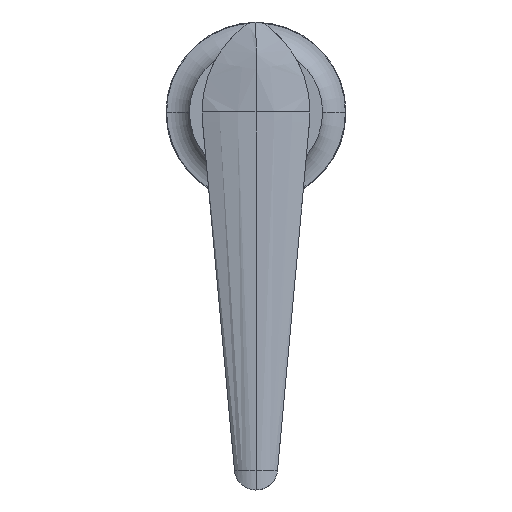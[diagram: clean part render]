
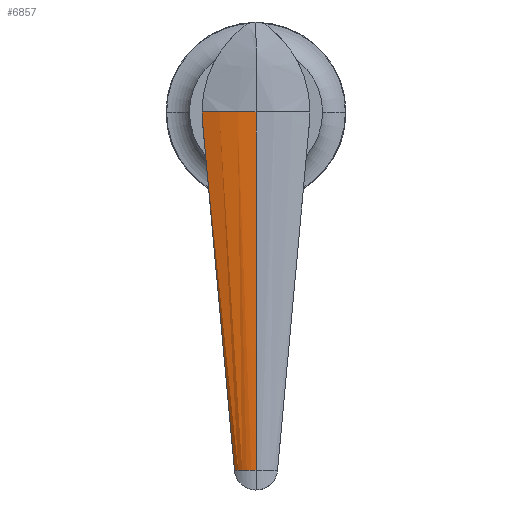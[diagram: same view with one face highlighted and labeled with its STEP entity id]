
A CAD part, top view. The second image highlights one B-rep face of the part: STEP entity #6857.
In plain terms, the highlighted free-form (B-spline) face has degree [3, 3] with [4, 6] control points.
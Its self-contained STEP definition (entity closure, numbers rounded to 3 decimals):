
#65 = CARTESIAN_POINT ( 'NONE',  ( -14.958, -1.831, -2.5 ) ) ;
#129 = ORIENTED_EDGE ( 'NONE', *, *, #4656, .T. ) ;
#182 = EDGE_CURVE ( 'NONE', #7742, #852, #1547, .T. ) ;
#240 = CARTESIAN_POINT ( 'NONE',  ( -5.104, 0., 0. ) ) ;
#252 = B_SPLINE_SURFACE_WITH_KNOTS ( 'NONE', 3, 3, ( 
 ( #1280, #446, #7805, #6980, #6127, #5273 ),
 ( #4431, #3599, #2752, #1915, #1081, #240 ),
 ( #7618, #6781, #5925, #5082, #4232, #3401 ),
 ( #2562, #1718, #881, #65, #7418, #6575 ) ),
 .UNSPECIFIED., .F., .F., .F.,
 ( 4, 4 ),
 ( 4, 2, 4 ),
 ( 0., 1. ),
 ( 0., 0.972, 1. ),
 .UNSPECIFIED. ) ;
#387 = LINE ( 'NONE', #7756, #2465 ) ;
#446 = CARTESIAN_POINT ( 'NONE',  ( 0., -67.281, 0. ) ) ;
#706 = CARTESIAN_POINT ( 'NONE',  ( 0., -99.549, -8.39 ) ) ;
#852 = VERTEX_POINT ( 'NONE', #1378 ) ;
#881 = CARTESIAN_POINT ( 'NONE',  ( -11.908, -35.014, -2.5 ) ) ;
#1081 = CARTESIAN_POINT ( 'NONE',  ( -5.105, -0.915, 0. ) ) ;
#1280 = CARTESIAN_POINT ( 'NONE',  ( 0., -99.549, 0. ) ) ;
#1378 = CARTESIAN_POINT ( 'NONE',  ( -15., 0., -2.5 ) ) ;
#1522 = ORIENTED_EDGE ( 'NONE', *, *, #2837, .F. ) ;
#1547 = CIRCLE ( 'NONE', #3201, 46.25 ) ;
#1718 = CARTESIAN_POINT ( 'NONE',  ( -8.941, -67.282, -2.5 ) ) ;
#1915 = CARTESIAN_POINT ( 'NONE',  ( -5.092, -1.831, 0. ) ) ;
#1970 = EDGE_CURVE ( 'NONE', #4106, #8071, #3087, .T. ) ;
#1991 = EDGE_CURVE ( 'NONE', #8071, #852, #6241, .T. ) ;
#2313 = CIRCLE ( 'NONE', #2413, 8.39 ) ;
#2413 = AXIS2_PLACEMENT_3D ( 'NONE', #706, #8066, #7217 ) ;
#2433 = EDGE_LOOP ( 'NONE', ( #1522, #129, #6508, #7587, #7933 ) ) ;
#2465 = VECTOR ( 'NONE', #6924, 1000. ) ;
#2468 = CARTESIAN_POINT ( 'NONE',  ( -5.975, -99.549, -2.5 ) ) ;
#2562 = CARTESIAN_POINT ( 'NONE',  ( -5.975, -99.549, -2.5 ) ) ;
#2752 = CARTESIAN_POINT ( 'NONE',  ( -4.126, -35.014, 0. ) ) ;
#2757 = CARTESIAN_POINT ( 'NONE',  ( 0., -99.549, 0. ) ) ;
#2822 = CARTESIAN_POINT ( 'NONE',  ( -14.874, -2.746, -2.5 ) ) ;
#2837 = EDGE_CURVE ( 'NONE', #6400, #4106, #2313, .T. ) ;
#3087 = B_SPLINE_CURVE_WITH_KNOTS ( 'NONE', 3,
 ( #6206, #5343, #4511, #3674 ),
 .UNSPECIFIED., .F., .F.,
 ( 4, 4 ),
 ( 0., 0.972 ),
 .UNSPECIFIED. ) ;
#3201 = AXIS2_PLACEMENT_3D ( 'NONE', #7229, #6402, #5554 ) ;
#3401 = CARTESIAN_POINT ( 'NONE',  ( -10.172, 0., -0.845 ) ) ;
#3599 = CARTESIAN_POINT ( 'NONE',  ( -3.186, -67.281, 0. ) ) ;
#3674 = CARTESIAN_POINT ( 'NONE',  ( -14.874, -2.746, -2.5 ) ) ;
#4106 = VERTEX_POINT ( 'NONE', #2468 ) ;
#4232 = CARTESIAN_POINT ( 'NONE',  ( -10.174, -0.915, -0.845 ) ) ;
#4431 = CARTESIAN_POINT ( 'NONE',  ( -2.246, -99.549, 0. ) ) ;
#4511 = CARTESIAN_POINT ( 'NONE',  ( -11.908, -35.014, -2.5 ) ) ;
#4656 = EDGE_CURVE ( 'NONE', #6400, #7742, #387, .T. ) ;
#4701 = CARTESIAN_POINT ( 'NONE',  ( -14.874, -2.746, -2.5 ) ) ;
#4807 = CARTESIAN_POINT ( 'NONE',  ( 0., 0., 0. ) ) ;
#5082 = CARTESIAN_POINT ( 'NONE',  ( -10.149, -1.831, -0.846 ) ) ;
#5155 = CARTESIAN_POINT ( 'NONE',  ( -15., 0., -2.5 ) ) ;
#5273 = CARTESIAN_POINT ( 'NONE',  ( 0., 0., 0. ) ) ;
#5343 = CARTESIAN_POINT ( 'NONE',  ( -8.941, -67.282, -2.5 ) ) ;
#5554 = DIRECTION ( 'NONE',  ( 0., 0., -1. ) ) ;
#5925 = CARTESIAN_POINT ( 'NONE',  ( -8.196, -35.014, -0.864 ) ) ;
#5996 = CARTESIAN_POINT ( 'NONE',  ( -15., -0.915, -2.5 ) ) ;
#6127 = CARTESIAN_POINT ( 'NONE',  ( 0., -0.915, 0. ) ) ;
#6206 = CARTESIAN_POINT ( 'NONE',  ( -5.975, -99.549, -2.5 ) ) ;
#6241 = B_SPLINE_CURVE_WITH_KNOTS ( 'NONE', 3,
 ( #2822, #6861, #5996, #5155 ),
 .UNSPECIFIED., .F., .F.,
 ( 4, 4 ),
 ( 0.972, 1. ),
 .UNSPECIFIED. ) ;
#6400 = VERTEX_POINT ( 'NONE', #2757 ) ;
#6402 = DIRECTION ( 'NONE',  ( 0., -1., 0. ) ) ;
#6508 = ORIENTED_EDGE ( 'NONE', *, *, #182, .T. ) ;
#6575 = CARTESIAN_POINT ( 'NONE',  ( -15., 0., -2.5 ) ) ;
#6781 = CARTESIAN_POINT ( 'NONE',  ( -6.297, -67.282, -0.882 ) ) ;
#6857 = ADVANCED_FACE ( 'NONE', ( #8107 ), #252, .F. ) ;
#6861 = CARTESIAN_POINT ( 'NONE',  ( -14.958, -1.831, -2.5 ) ) ;
#6924 = DIRECTION ( 'NONE',  ( 0., 1., 0. ) ) ;
#6980 = CARTESIAN_POINT ( 'NONE',  ( 0., -1.83, 0. ) ) ;
#7217 = DIRECTION ( 'NONE',  ( 0., 0., -1. ) ) ;
#7229 = CARTESIAN_POINT ( 'NONE',  ( 0., 0., -46.25 ) ) ;
#7418 = CARTESIAN_POINT ( 'NONE',  ( -15., -0.915, -2.5 ) ) ;
#7587 = ORIENTED_EDGE ( 'NONE', *, *, #1991, .F. ) ;
#7618 = CARTESIAN_POINT ( 'NONE',  ( -4.398, -99.549, -0.901 ) ) ;
#7742 = VERTEX_POINT ( 'NONE', #4807 ) ;
#7756 = CARTESIAN_POINT ( 'NONE',  ( 0., -49.775, 0. ) ) ;
#7805 = CARTESIAN_POINT ( 'NONE',  ( 0., -35.013, 0. ) ) ;
#7933 = ORIENTED_EDGE ( 'NONE', *, *, #1970, .F. ) ;
#8066 = DIRECTION ( 'NONE',  ( 0., -1., 0. ) ) ;
#8071 = VERTEX_POINT ( 'NONE', #4701 ) ;
#8107 = FACE_OUTER_BOUND ( 'NONE', #2433, .T. ) ;
